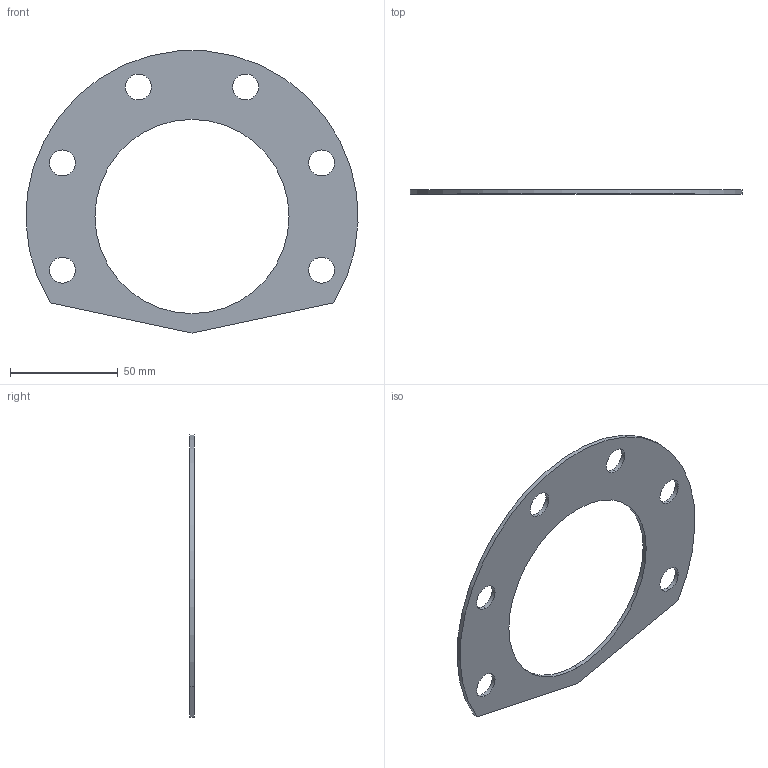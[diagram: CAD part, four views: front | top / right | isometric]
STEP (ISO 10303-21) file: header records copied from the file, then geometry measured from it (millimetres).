
FILE_DESCRIPTION (( 'STEP AP214' ), '1' );
FILE_NAME ('Dichtung_252218.STEP', '2012-08-23T11:12:05', ( 'Admin2' ), ( '' ), 'SwSTEP 2.0', 'SolidWorks 2010', '' );
FILE_SCHEMA (( 'AUTOMOTIVE_DESIGN' ));
Length unit declared in the file: millimetre
Products named in the file (1): Dichtung_252218
Bounding box: 153.89 x 2 x 130.72 mm (x, y, z)
Volume: 18129.1 mm3; surface area: 20068.1 mm2
Topology: 1 solids, 1 shells, 19 faces, 51 edges, 34 vertices
Faces by surface type: cylinder 15, plane 4
Entity records: 677 total; most frequent: DIRECTION 121, CARTESIAN_POINT 105, ORIENTED_EDGE 102, EDGE_CURVE 51, AXIS2_PLACEMENT_3D 50, VERTEX_POINT 34, EDGE_LOOP 33, CIRCLE 30
